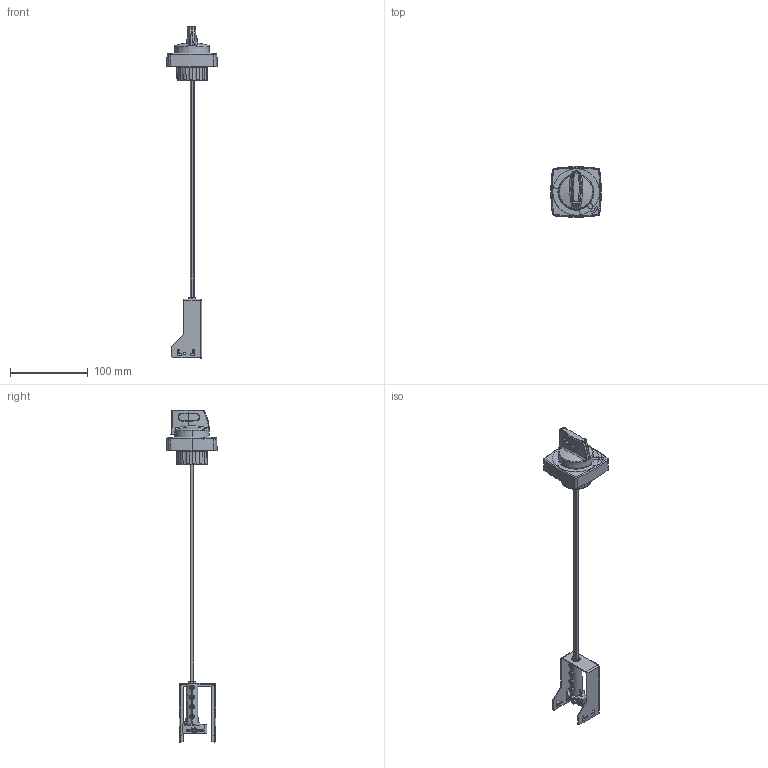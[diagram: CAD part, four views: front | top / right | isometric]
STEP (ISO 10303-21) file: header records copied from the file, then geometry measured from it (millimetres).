
FILE_DESCRIPTION (( 'STEP AP203' ), '1' );
FILE_NAME ('MRX-330E.step', '2020-08-11T11:06:33', ( '' ), ( '' ), 'SwSTEP 2.0', 'SolidWorks 2019', '' );
FILE_SCHEMA (( 'CONFIG_CONTROL_DESIGN' ));
Length unit declared in the file: inch
Products named in the file (1): MRX-330E
Bounding box: 64.89 x 64.67 x 428 mm (x, y, z)
Volume: 142945.3 mm3; surface area: 55472.1 mm2
Topology: 8 solids, 8 shells, 921 faces, 2403 edges, 1516 vertices
Faces by surface type: plane 337, bspline 247, cylinder 227, cone 110
Entity records: 44185 total; most frequent: CARTESIAN_POINT 24690, ORIENTED_EDGE 4792, DIRECTION 2988, EDGE_CURVE 2396, VERTEX_POINT 1516, AXIS2_PLACEMENT_3D 1024, EDGE_LOOP 972, VECTOR 940
